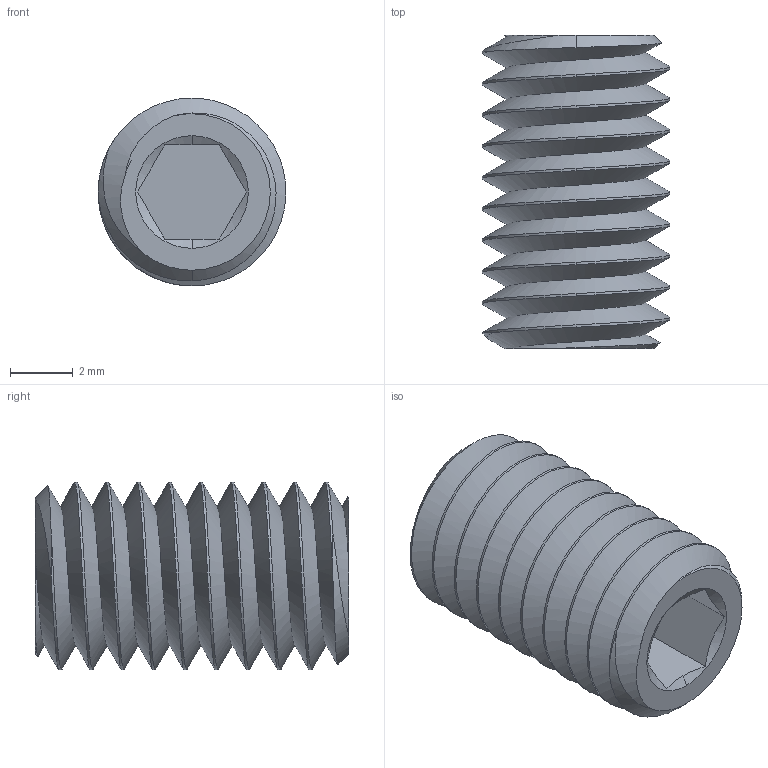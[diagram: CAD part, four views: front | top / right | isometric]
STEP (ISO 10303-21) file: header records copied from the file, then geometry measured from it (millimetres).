
FILE_DESCRIPTION (( 'STEP AP203' ), '1' );
FILE_NAME ('101.04.06_D_3D-Zeichnung.STEP', '2024-03-19T14:29:16', ( '' ), ( '' ), 'SwSTEP 2.0', 'SolidWorks 2023', '' );
FILE_SCHEMA (( 'CONFIG_CONTROL_DESIGN' ));
Length unit declared in the file: metre
Products named in the file (3): 101.04.06_D_3D-Zeichnung; ___T6_M6x1_10L.STEP; 403.04.06_D_3D-Zeichnung.STEP
Assembly tree (2 placements, depth 3):
  101.04.06_D_3D-Zeichnung
    403.04.06_D_3D-Zeichnung.STEP
      ___T6_M6x1_10L.STEP
Bounding box: 6 x 10 x 6 mm (x, y, z)
Volume: 189.4 mm3; surface area: 388.1 mm2
Topology: 1 solids, 1 shells, 40 faces, 111 edges, 73 vertices
Faces by surface type: cylinder 19, cone 10, plane 9, bspline 2
Entity records: 3524 total; most frequent: CARTESIAN_POINT 2355, ORIENTED_EDGE 218, DIRECTION 150, EDGE_CURVE 109, VERTEX_POINT 73, AXIS2_PLACEMENT_3D 56, EDGE_LOOP 42, ADVANCED_FACE 40
